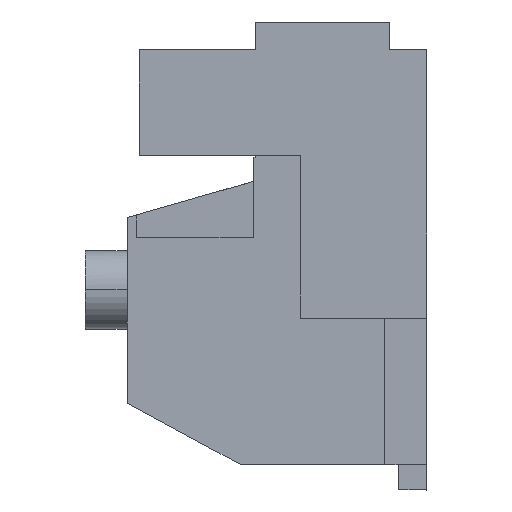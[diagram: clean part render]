
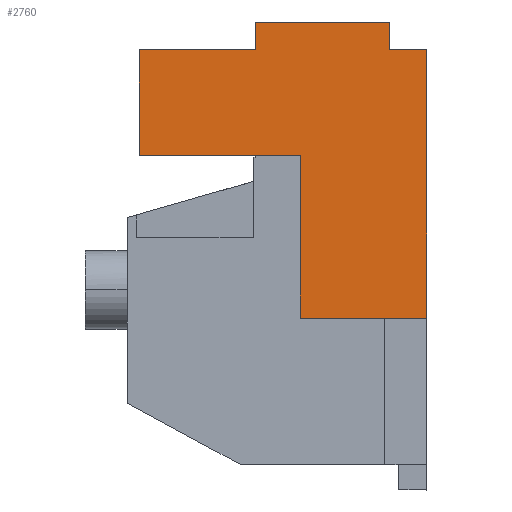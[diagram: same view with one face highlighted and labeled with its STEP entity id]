
A CAD part, left-side view. The second image highlights one B-rep face of the part: STEP entity #2760.
In plain terms, the highlighted planar face has unit normal (-1, 0, 0).
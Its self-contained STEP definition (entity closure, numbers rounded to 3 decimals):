
#2685=AXIS2_PLACEMENT_3D('Plane Axis2P3D',#2682,#2683,#2684) ;
#2403=CARTESIAN_POINT('Line Origine',(0.,11.25,50.5)) ;
#2407=CARTESIAN_POINT('Vertex',(0.,18.5,50.5)) ;
#2409=CARTESIAN_POINT('Vertex',(0.,4.,50.5)) ;
#2682=CARTESIAN_POINT('Axis2P3D Location',(0.,-0.5,47.55)) ;
#2687=CARTESIAN_POINT('Line Origine',(0.,4.,49.)) ;
#2691=CARTESIAN_POINT('Vertex',(0.,4.,47.5)) ;
#2694=CARTESIAN_POINT('Line Origine',(0.,18.5,49.)) ;
#2698=CARTESIAN_POINT('Vertex',(0.,18.5,47.5)) ;
#2701=CARTESIAN_POINT('Line Origine',(0.,24.75,47.5)) ;
#2705=CARTESIAN_POINT('Vertex',(0.,31.,47.5)) ;
#2708=CARTESIAN_POINT('Line Origine',(0.,31.,41.8)) ;
#2712=CARTESIAN_POINT('Vertex',(0.,31.,36.1)) ;
#2715=CARTESIAN_POINT('Line Origine',(0.,22.3,36.1)) ;
#2719=CARTESIAN_POINT('Vertex',(0.,13.6,36.1)) ;
#2722=CARTESIAN_POINT('Line Origine',(0.,13.6,27.325)) ;
#2726=CARTESIAN_POINT('Vertex',(0.,13.6,18.55)) ;
#2729=CARTESIAN_POINT('Line Origine',(0.,6.8,18.55)) ;
#2733=CARTESIAN_POINT('Vertex',(0.,0.,18.55)) ;
#2736=CARTESIAN_POINT('Line Origine',(0.,0.,33.025)) ;
#2740=CARTESIAN_POINT('Vertex',(0.,0.,47.5)) ;
#2743=CARTESIAN_POINT('Line Origine',(0.,2.,47.5)) ;
#2404=DIRECTION('Vector Direction',(0.,-1.,0.)) ;
#2683=DIRECTION('Axis2P3D Direction',(-1.,0.,0.)) ;
#2684=DIRECTION('Axis2P3D XDirection',(0.,0.,-1.)) ;
#2688=DIRECTION('Vector Direction',(0.,0.,-1.)) ;
#2695=DIRECTION('Vector Direction',(0.,0.,1.)) ;
#2702=DIRECTION('Vector Direction',(0.,-1.,0.)) ;
#2709=DIRECTION('Vector Direction',(0.,0.,1.)) ;
#2716=DIRECTION('Vector Direction',(0.,1.,0.)) ;
#2723=DIRECTION('Vector Direction',(0.,0.,1.)) ;
#2730=DIRECTION('Vector Direction',(0.,1.,0.)) ;
#2737=DIRECTION('Vector Direction',(0.,0.,1.)) ;
#2744=DIRECTION('Vector Direction',(0.,-1.,0.)) ;
#2405=VECTOR('Line Direction',#2404,1.) ;
#2689=VECTOR('Line Direction',#2688,1.) ;
#2696=VECTOR('Line Direction',#2695,1.) ;
#2703=VECTOR('Line Direction',#2702,1.) ;
#2710=VECTOR('Line Direction',#2709,1.) ;
#2717=VECTOR('Line Direction',#2716,1.) ;
#2724=VECTOR('Line Direction',#2723,1.) ;
#2731=VECTOR('Line Direction',#2730,1.) ;
#2738=VECTOR('Line Direction',#2737,1.) ;
#2745=VECTOR('Line Direction',#2744,1.) ;
#2749=ORIENTED_EDGE('',*,*,#2693,.F.) ;
#2750=ORIENTED_EDGE('',*,*,#2411,.F.) ;
#2751=ORIENTED_EDGE('',*,*,#2700,.F.) ;
#2752=ORIENTED_EDGE('',*,*,#2707,.F.) ;
#2753=ORIENTED_EDGE('',*,*,#2714,.F.) ;
#2754=ORIENTED_EDGE('',*,*,#2721,.F.) ;
#2755=ORIENTED_EDGE('',*,*,#2728,.F.) ;
#2756=ORIENTED_EDGE('',*,*,#2735,.F.) ;
#2757=ORIENTED_EDGE('',*,*,#2742,.T.) ;
#2758=ORIENTED_EDGE('',*,*,#2747,.F.) ;
#2760=ADVANCED_FACE('COVER',(#2759),#2686,.T.) ;
#2411=EDGE_CURVE('',#2408,#2410,#2406,.T.) ;
#2693=EDGE_CURVE('',#2410,#2692,#2690,.T.) ;
#2700=EDGE_CURVE('',#2699,#2408,#2697,.T.) ;
#2707=EDGE_CURVE('',#2706,#2699,#2704,.T.) ;
#2714=EDGE_CURVE('',#2713,#2706,#2711,.T.) ;
#2721=EDGE_CURVE('',#2720,#2713,#2718,.T.) ;
#2728=EDGE_CURVE('',#2727,#2720,#2725,.T.) ;
#2735=EDGE_CURVE('',#2734,#2727,#2732,.T.) ;
#2742=EDGE_CURVE('',#2734,#2741,#2739,.T.) ;
#2747=EDGE_CURVE('',#2692,#2741,#2746,.T.) ;
#2748=EDGE_LOOP('',(#2749,#2750,#2751,#2752,#2753,#2754,#2755,#2756,#2757,#2758)) ;
#2759=FACE_OUTER_BOUND('',#2748,.T.) ;
#2406=LINE('Line',#2403,#2405) ;
#2690=LINE('Line',#2687,#2689) ;
#2697=LINE('Line',#2694,#2696) ;
#2704=LINE('Line',#2701,#2703) ;
#2711=LINE('Line',#2708,#2710) ;
#2718=LINE('Line',#2715,#2717) ;
#2725=LINE('Line',#2722,#2724) ;
#2732=LINE('Line',#2729,#2731) ;
#2739=LINE('Line',#2736,#2738) ;
#2746=LINE('Line',#2743,#2745) ;
#2686=PLANE('',#2685) ;
#2408=VERTEX_POINT('',#2407) ;
#2410=VERTEX_POINT('',#2409) ;
#2692=VERTEX_POINT('',#2691) ;
#2699=VERTEX_POINT('',#2698) ;
#2706=VERTEX_POINT('',#2705) ;
#2713=VERTEX_POINT('',#2712) ;
#2720=VERTEX_POINT('',#2719) ;
#2727=VERTEX_POINT('',#2726) ;
#2734=VERTEX_POINT('',#2733) ;
#2741=VERTEX_POINT('',#2740) ;
